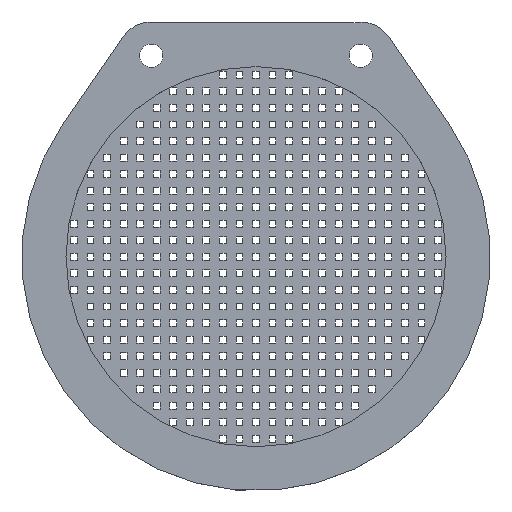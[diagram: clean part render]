
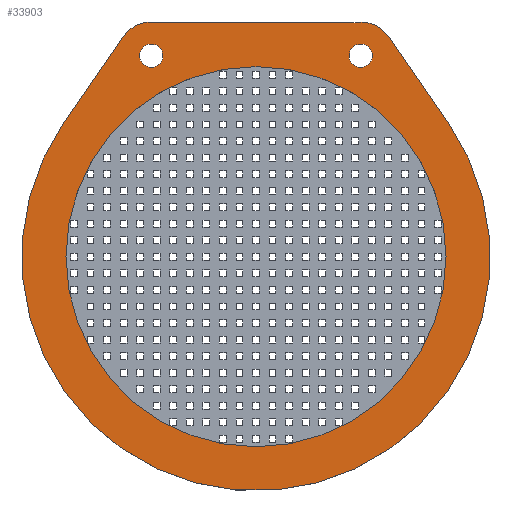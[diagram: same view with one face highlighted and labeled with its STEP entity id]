
A CAD part, top view. The second image highlights one B-rep face of the part: STEP entity #33903.
In plain terms, the highlighted planar face has unit normal (0, 0, 1).
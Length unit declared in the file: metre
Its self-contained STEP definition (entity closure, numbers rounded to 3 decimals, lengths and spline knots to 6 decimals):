
#13=CIRCLE('',#35528,0.04245);
#15=CIRCLE('',#35532,0.006125);
#16=CIRCLE('',#35535,0.002125);
#18=CIRCLE('',#35538,0.002125);
#21=CIRCLE('',#35542,0.006125);
#22=CIRCLE('',#35544,0.03445);
#63=ORIENTED_EDGE('',*,*,#9711,.T.);
#64=ORIENTED_EDGE('',*,*,#9715,.T.);
#65=ORIENTED_EDGE('',*,*,#9718,.F.);
#66=ORIENTED_EDGE('',*,*,#9721,.T.);
#67=ORIENTED_EDGE('',*,*,#9724,.F.);
#68=ORIENTED_EDGE('',*,*,#9730,.T.);
#69=ORIENTED_EDGE('',*,*,#9727,.F.);
#70=ORIENTED_EDGE('',*,*,#9725,.F.);
#71=ORIENTED_EDGE('',*,*,#9731,.F.);
#9711=EDGE_CURVE('',#14550,#14549,#17777,.T.);
#9715=EDGE_CURVE('',#14549,#14552,#13,.T.);
#9718=EDGE_CURVE('',#14554,#14552,#17782,.T.);
#9721=EDGE_CURVE('',#14554,#14556,#15,.T.);
#9724=EDGE_CURVE('',#14558,#14556,#17786,.T.);
#9725=EDGE_CURVE('',#14559,#14559,#16,.T.);
#9727=EDGE_CURVE('',#14561,#14561,#18,.T.);
#9730=EDGE_CURVE('',#14558,#14550,#21,.T.);
#9731=EDGE_CURVE('',#14563,#14563,#22,.T.);
#14549=VERTEX_POINT('',#45253);
#14550=VERTEX_POINT('',#45255);
#14552=VERTEX_POINT('',#45261);
#14554=VERTEX_POINT('',#45267);
#14556=VERTEX_POINT('',#45273);
#14558=VERTEX_POINT('',#45279);
#14559=VERTEX_POINT('',#45283);
#14561=VERTEX_POINT('',#45288);
#14563=VERTEX_POINT('',#45296);
#17777=LINE('',#45254,#22601);
#17782=LINE('',#45268,#22606);
#17786=LINE('',#45280,#22610);
#22601=VECTOR('',#37163,1.);
#22606=VECTOR('',#37176,1.);
#22610=VECTOR('',#37188,1.);
#27435=EDGE_LOOP('',(#63,#64,#65,#66,#67,#68));
#27436=EDGE_LOOP('',(#69));
#27437=EDGE_LOOP('',(#70));
#27438=EDGE_LOOP('',(#71));
#29865=FACE_BOUND('',#27435,.T.);
#29866=FACE_BOUND('',#27436,.T.);
#29867=FACE_BOUND('',#27437,.T.);
#29868=FACE_BOUND('',#27438,.T.);
#32286=PLANE('',#35546);
#33903=ADVANCED_FACE('',(#29865,#29866,#29867,#29868),#32286,.T.);
#35528=AXIS2_PLACEMENT_3D('',#45262,#37170,#37171);
#35532=AXIS2_PLACEMENT_3D('',#45274,#37182,#37183);
#35535=AXIS2_PLACEMENT_3D('',#45282,#37191,#37192);
#35538=AXIS2_PLACEMENT_3D('',#45287,#37197,#37198);
#35542=AXIS2_PLACEMENT_3D('',#45293,#37205,#37206);
#35544=AXIS2_PLACEMENT_3D('',#45295,#37209,#37210);
#35546=AXIS2_PLACEMENT_3D('',#45299,#37213,#37214);
#37163=DIRECTION('',(-0.568,-0.823,0.));
#37170=DIRECTION('',(0.,0.,1.));
#37171=DIRECTION('',(1.,0.,0.));
#37176=DIRECTION('',(0.568,-0.823,0.));
#37182=DIRECTION('',(0.,0.,1.));
#37183=DIRECTION('',(1.,0.,0.));
#37188=DIRECTION('',(1.,-0.005,0.));
#37191=DIRECTION('',(0.,0.,1.));
#37192=DIRECTION('',(1.,0.,0.));
#37197=DIRECTION('',(0.,0.,1.));
#37198=DIRECTION('',(1.,0.,0.));
#37205=DIRECTION('',(0.,0.,1.));
#37206=DIRECTION('',(1.,0.,0.));
#37209=DIRECTION('',(0.,0.,1.));
#37210=DIRECTION('',(1.,0.,0.));
#37213=DIRECTION('',(0.,0.,1.));
#37214=DIRECTION('',(1.,0.,0.));
#45253=CARTESIAN_POINT('',(-0.034934,0.024117,0.0025));
#45254=CARTESIAN_POINT('',(-0.029487,0.032007,0.0025));
#45255=CARTESIAN_POINT('',(-0.024041,0.039896,0.0025));
#45261=CARTESIAN_POINT('',(0.034934,0.024117,0.0025));
#45262=CARTESIAN_POINT('',(0.,0.,0.0025));
#45267=CARTESIAN_POINT('',(0.024041,0.039896,0.0025));
#45268=CARTESIAN_POINT('',(0.029487,0.032007,0.0025));
#45273=CARTESIAN_POINT('',(0.017546,0.042366,0.0025));
#45274=CARTESIAN_POINT('',(0.019,0.036416,0.0025));
#45279=CARTESIAN_POINT('',(-0.018971,0.042541,0.0025));
#45280=CARTESIAN_POINT('',(-0.009384,0.042495,0.0025));
#45282=CARTESIAN_POINT('',(0.019,0.036416,0.0025));
#45283=CARTESIAN_POINT('',(0.021125,0.036416,0.0025));
#45287=CARTESIAN_POINT('',(-0.019,0.036416,0.0025));
#45288=CARTESIAN_POINT('',(-0.016875,0.036416,0.0025));
#45293=CARTESIAN_POINT('',(-0.019,0.036416,0.0025));
#45295=CARTESIAN_POINT('',(0.,0.,0.0025));
#45296=CARTESIAN_POINT('',(0.03445,0.,0.0025));
#45299=CARTESIAN_POINT('',(0.,0.000046,0.0025));
